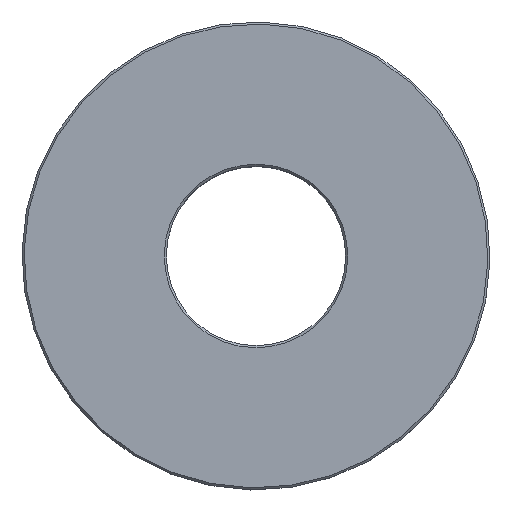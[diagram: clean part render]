
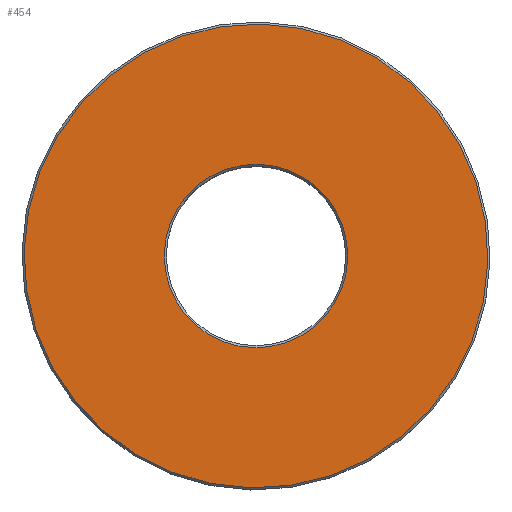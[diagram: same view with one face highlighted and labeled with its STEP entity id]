
A CAD part, top view. The second image highlights one B-rep face of the part: STEP entity #454.
In plain terms, the highlighted planar face has unit normal (0, 0, 1).
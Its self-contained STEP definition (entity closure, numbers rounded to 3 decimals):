
#357=AXIS2_PLACEMENT_3D('Circle Axis2P3D',#355,#356,$) ;
#374=AXIS2_PLACEMENT_3D('Circle Axis2P3D',#372,#373,$) ;
#430=AXIS2_PLACEMENT_3D('Plane Axis2P3D',#427,#428,#429) ;
#438=AXIS2_PLACEMENT_3D('Circle Axis2P3D',#436,#437,$) ;
#447=AXIS2_PLACEMENT_3D('Circle Axis2P3D',#445,#446,$) ;
#345=CARTESIAN_POINT('Vertex',(10.667,-19.526,0.)) ;
#352=CARTESIAN_POINT('Vertex',(-10.667,19.526,0.)) ;
#355=CARTESIAN_POINT('Axis2P3D Location',(0.,0.,0.)) ;
#372=CARTESIAN_POINT('Axis2P3D Location',(0.,0.,0.)) ;
#427=CARTESIAN_POINT('Axis2P3D Location',(0.,22.45,0.)) ;
#436=CARTESIAN_POINT('Axis2P3D Location',(0.,0.,0.)) ;
#440=CARTESIAN_POINT('Vertex',(4.219,-7.723,0.)) ;
#442=CARTESIAN_POINT('Vertex',(-4.219,7.723,0.)) ;
#445=CARTESIAN_POINT('Axis2P3D Location',(0.,0.,0.)) ;
#356=DIRECTION('Axis2P3D Direction',(0.,0.,1.)) ;
#373=DIRECTION('Axis2P3D Direction',(0.,0.,1.)) ;
#428=DIRECTION('Axis2P3D Direction',(0.,0.,1.)) ;
#429=DIRECTION('Axis2P3D XDirection',(1.,0.,0.)) ;
#437=DIRECTION('Axis2P3D Direction',(0.,0.,1.)) ;
#446=DIRECTION('Axis2P3D Direction',(0.,0.,1.)) ;
#433=ORIENTED_EDGE('',*,*,#359,.T.) ;
#434=ORIENTED_EDGE('',*,*,#376,.T.) ;
#451=ORIENTED_EDGE('',*,*,#444,.F.) ;
#452=ORIENTED_EDGE('',*,*,#449,.F.) ;
#453=FACE_BOUND('',#450,.T.) ;
#454=ADVANCED_FACE('Corps principal',(#435,#453),#431,.T.) ;
#358=CIRCLE('generated circle',#357,22.25) ;
#375=CIRCLE('generated circle',#374,22.25) ;
#439=CIRCLE('generated circle',#438,8.8) ;
#448=CIRCLE('generated circle',#447,8.8) ;
#359=EDGE_CURVE('',#346,#353,#358,.T.) ;
#376=EDGE_CURVE('',#353,#346,#375,.T.) ;
#444=EDGE_CURVE('',#441,#443,#439,.T.) ;
#449=EDGE_CURVE('',#443,#441,#448,.T.) ;
#432=EDGE_LOOP('',(#433,#434)) ;
#450=EDGE_LOOP('',(#451,#452)) ;
#435=FACE_OUTER_BOUND('',#432,.T.) ;
#431=PLANE('',#430) ;
#346=VERTEX_POINT('',#345) ;
#353=VERTEX_POINT('',#352) ;
#441=VERTEX_POINT('',#440) ;
#443=VERTEX_POINT('',#442) ;
